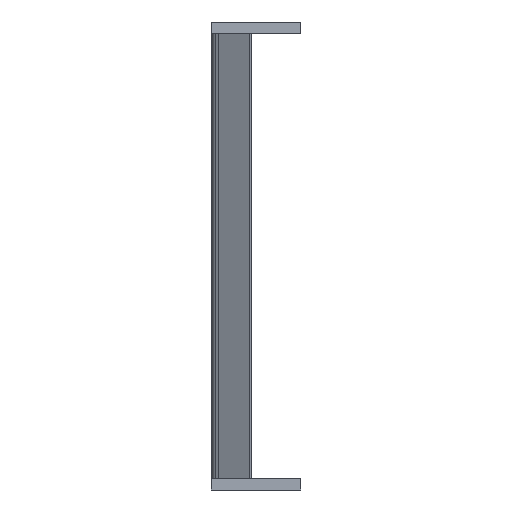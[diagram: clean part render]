
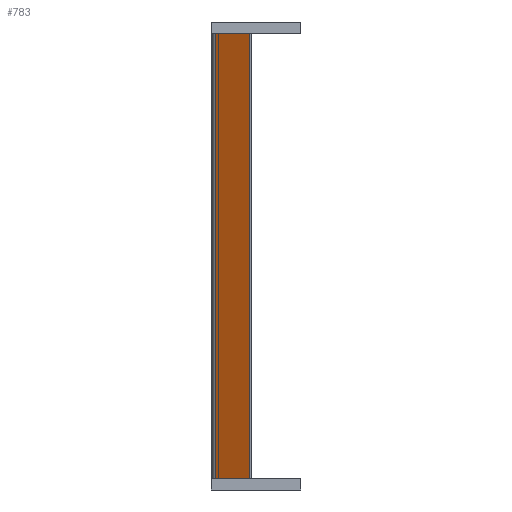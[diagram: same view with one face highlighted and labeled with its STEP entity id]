
A CAD part, left-side view. The second image highlights one B-rep face of the part: STEP entity #783.
In plain terms, the highlighted planar face has unit normal (-0.866, 0.5, 0).
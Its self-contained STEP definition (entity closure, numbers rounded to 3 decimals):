
#117 = VECTOR ( 'NONE', #716, 1000. ) ;
#121 = VERTEX_POINT ( 'NONE', #396 ) ;
#122 = CARTESIAN_POINT ( 'NONE',  ( -18.762, -1., -200. ) ) ;
#129 = DIRECTION ( 'NONE',  ( 0., 0., 1. ) ) ;
#141 = EDGE_CURVE ( 'NONE', #455, #152, #255, .T. ) ;
#152 = VERTEX_POINT ( 'NONE', #541 ) ;
#191 = AXIS2_PLACEMENT_3D ( 'NONE', #675, #745, #331 ) ;
#214 = EDGE_CURVE ( 'NONE', #152, #312, #534, .T. ) ;
#252 = ORIENTED_EDGE ( 'NONE', *, *, #555, .T. ) ;
#255 = LINE ( 'NONE', #122, #576 ) ;
#270 = ORIENTED_EDGE ( 'NONE', *, *, #353, .T. ) ;
#277 = CARTESIAN_POINT ( 'NONE',  ( -28., -17., -200. ) ) ;
#312 = VERTEX_POINT ( 'NONE', #400 ) ;
#331 = DIRECTION ( 'NONE',  ( 0.5, 0.866, 0. ) ) ;
#353 = EDGE_CURVE ( 'NONE', #455, #121, #523, .T. ) ;
#395 = PLANE ( 'NONE',  #191 ) ;
#396 = CARTESIAN_POINT ( 'NONE',  ( -28., -17., 0. ) ) ;
#400 = CARTESIAN_POINT ( 'NONE',  ( -19.34, -2., 0. ) ) ;
#455 = VERTEX_POINT ( 'NONE', #277 ) ;
#523 = LINE ( 'NONE', #696, #654 ) ;
#532 = VECTOR ( 'NONE', #129, 1000. ) ;
#534 = LINE ( 'NONE', #550, #532 ) ;
#541 = CARTESIAN_POINT ( 'NONE',  ( -19.34, -2., -200. ) ) ;
#550 = CARTESIAN_POINT ( 'NONE',  ( -19.34, -2., -200. ) ) ;
#555 = EDGE_CURVE ( 'NONE', #121, #312, #703, .T. ) ;
#573 = ORIENTED_EDGE ( 'NONE', *, *, #214, .F. ) ;
#576 = VECTOR ( 'NONE', #621, 1000. ) ;
#602 = FACE_OUTER_BOUND ( 'NONE', #777, .T. ) ;
#621 = DIRECTION ( 'NONE',  ( 0.5, 0.866, 0. ) ) ;
#649 = CARTESIAN_POINT ( 'NONE',  ( -18.762, -1., 0. ) ) ;
#654 = VECTOR ( 'NONE', #915, 1000. ) ;
#675 = CARTESIAN_POINT ( 'NONE',  ( -18.762, -1., -200. ) ) ;
#696 = CARTESIAN_POINT ( 'NONE',  ( -28., -17., -200. ) ) ;
#703 = LINE ( 'NONE', #649, #117 ) ;
#716 = DIRECTION ( 'NONE',  ( 0.5, 0.866, 0. ) ) ;
#745 = DIRECTION ( 'NONE',  ( 0.866, -0.5, 0. ) ) ;
#764 = ORIENTED_EDGE ( 'NONE', *, *, #141, .F. ) ;
#777 = EDGE_LOOP ( 'NONE', ( #252, #573, #764, #270 ) ) ;
#783 = ADVANCED_FACE ( 'NONE', ( #602 ), #395, .F. ) ;
#915 = DIRECTION ( 'NONE',  ( 0., 0., 1. ) ) ;
